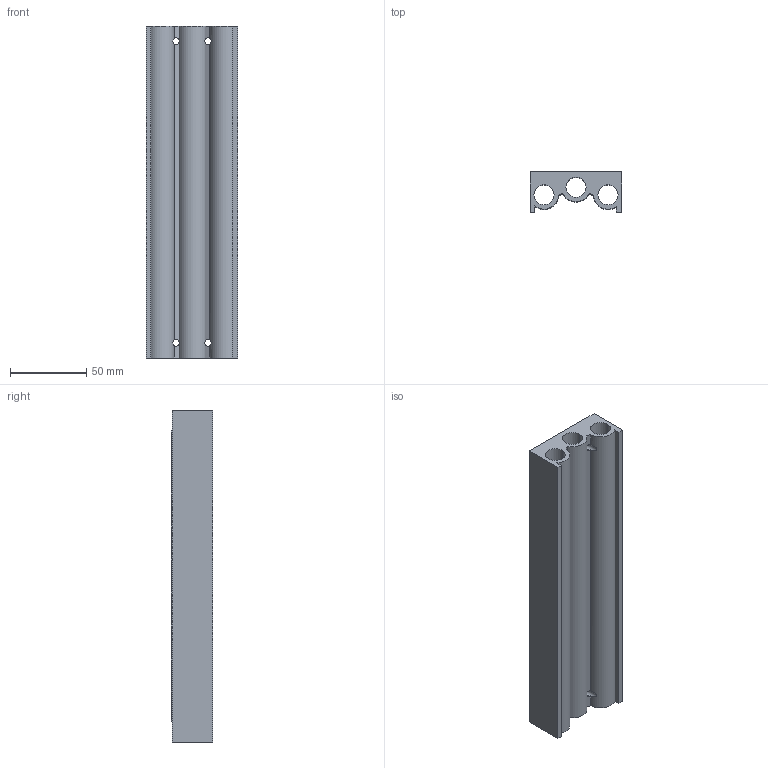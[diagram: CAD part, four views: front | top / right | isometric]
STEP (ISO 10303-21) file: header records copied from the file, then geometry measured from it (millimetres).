
FILE_DESCRIPTION (( 'STEP AP214' ), '1' );
FILE_NAME ('SS5Y7-20-10-00F-Q.step.step', '2015-07-22T09:58:32', ( 'Windows User' ), ( '' ), 'SwSTEP 2.0', 'SolidWorks 2015', '' );
FILE_SCHEMA (( 'AUTOMOTIVE_DESIGN' ));
Length unit declared in the file: millimetre
Products named in the file (3): SS5Y7-20-10-00F-Q.step; SS5Y7-20-10-00F-Q.step_GASKET; SS5Y7-20-10-00F-Q.step_SS5Y71805MANIFOLD_20
Assembly tree (11 placements, depth 2):
  SS5Y7-20-10-00F-Q.step
    SS5Y7-20-10-00F-Q.step_SS5Y71805MANIFOLD_20
    SS5Y7-20-10-00F-Q.step_GASKET  x10
Bounding box: 60 x 27 x 218 mm (x, y, z)
Volume: 190113.9 mm3; surface area: 94144.7 mm2
Topology: 11 solids, 11 shells, 502 faces, 1338 edges, 892 vertices
Faces by surface type: plane 377, cylinder 97, bspline 28
Entity records: 10034 total; most frequent: CARTESIAN_POINT 3420, ORIENTED_EDGE 1380, DIRECTION 1232, EDGE_CURVE 690, LINE 496, VECTOR 496, VERTEX_POINT 460, AXIS2_PLACEMENT_3D 368
